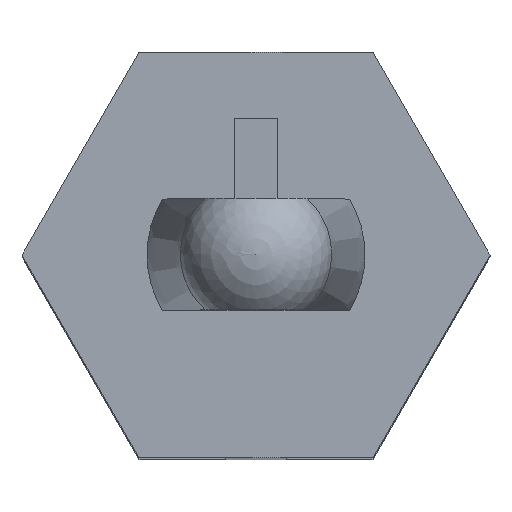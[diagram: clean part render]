
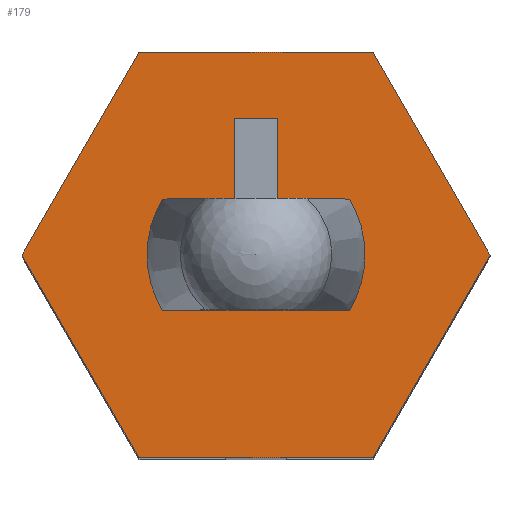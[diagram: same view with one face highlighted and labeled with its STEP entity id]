
A CAD part, top view. The second image highlights one B-rep face of the part: STEP entity #179.
In plain terms, the highlighted planar face has unit normal (0, 0, 1).
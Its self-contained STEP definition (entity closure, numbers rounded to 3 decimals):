
#179 = ADVANCED_FACE( '', ( #367, #368, #369 ), #370, .F. );
#367 = FACE_BOUND( '', #563, .T. );
#368 = FACE_BOUND( '', #564, .T. );
#369 = FACE_OUTER_BOUND( '', #565, .T. );
#370 = PLANE( '', #566 );
#563 = EDGE_LOOP( '', ( #1036, #1037, #1038, #1039 ) );
#564 = EDGE_LOOP( '', ( #1040, #1041, #1042, #1043 ) );
#565 = EDGE_LOOP( '', ( #1044, #1045, #1046, #1047, #1048, #1049 ) );
#566 = AXIS2_PLACEMENT_3D( '', #1050, #1051, #1052 );
#1036 = ORIENTED_EDGE( '', *, *, #1357, .T. );
#1037 = ORIENTED_EDGE( '', *, *, #1307, .T. );
#1038 = ORIENTED_EDGE( '', *, *, #1277, .T. );
#1039 = ORIENTED_EDGE( '', *, *, #1363, .T. );
#1040 = ORIENTED_EDGE( '', *, *, #1240, .T. );
#1041 = ORIENTED_EDGE( '', *, *, #1273, .T. );
#1042 = ORIENTED_EDGE( '', *, *, #1205, .F. );
#1043 = ORIENTED_EDGE( '', *, *, #1355, .T. );
#1044 = ORIENTED_EDGE( '', *, *, #1364, .F. );
#1045 = ORIENTED_EDGE( '', *, *, #1257, .F. );
#1046 = ORIENTED_EDGE( '', *, *, #1341, .F. );
#1047 = ORIENTED_EDGE( '', *, *, #1237, .F. );
#1048 = ORIENTED_EDGE( '', *, *, #1351, .F. );
#1049 = ORIENTED_EDGE( '', *, *, #1329, .F. );
#1050 = CARTESIAN_POINT( '', ( 0., 0., 22.4 ) );
#1051 = DIRECTION( '', ( 0., 0., -1. ) );
#1052 = DIRECTION( '', ( -1., 0., 0. ) );
#1205 = EDGE_CURVE( '', #1452, #1448, #1454, .T. );
#1237 = EDGE_CURVE( '', #1506, #1499, #1508, .T. );
#1240 = EDGE_CURVE( '', #1512, #1510, #1513, .T. );
#1257 = EDGE_CURVE( '', #1539, #1532, #1541, .T. );
#1273 = EDGE_CURVE( '', #1510, #1448, #1563, .T. );
#1277 = EDGE_CURVE( '', #1570, #1568, #1571, .T. );
#1307 = EDGE_CURVE( '', #1608, #1570, #1609, .T. );
#1329 = EDGE_CURVE( '', #1636, #1638, #1639, .T. );
#1341 = EDGE_CURVE( '', #1499, #1539, #1654, .T. );
#1351 = EDGE_CURVE( '', #1638, #1506, #1664, .T. );
#1355 = EDGE_CURVE( '', #1452, #1512, #1668, .T. );
#1357 = EDGE_CURVE( '', #1670, #1608, #1671, .T. );
#1363 = EDGE_CURVE( '', #1568, #1670, #1677, .T. );
#1364 = EDGE_CURVE( '', #1532, #1636, #1678, .T. );
#1448 = VERTEX_POINT( '', #1787 );
#1452 = VERTEX_POINT( '', #1793 );
#1454 = LINE( '', #1796, #1797 );
#1499 = VERTEX_POINT( '', #1866 );
#1506 = VERTEX_POINT( '', #1876 );
#1508 = LINE( '', #1879, #1880 );
#1510 = VERTEX_POINT( '', #1882 );
#1512 = VERTEX_POINT( '', #1890 );
#1513 = CIRCLE( '', #1891, 2. );
#1532 = VERTEX_POINT( '', #1926 );
#1539 = VERTEX_POINT( '', #1936 );
#1541 = LINE( '', #1939, #1940 );
#1563 = LINE( '', #1973, #1974 );
#1568 = VERTEX_POINT( '', #1984 );
#1570 = VERTEX_POINT( '', #1995 );
#1571 = LINE( '', #1996, #1997 );
#1608 = VERTEX_POINT( '', #2051 );
#1609 = LINE( '', #2052, #2053 );
#1636 = VERTEX_POINT( '', #2094 );
#1638 = VERTEX_POINT( '', #2097 );
#1639 = LINE( '', #2098, #2099 );
#1654 = LINE( '', #2121, #2122 );
#1664 = LINE( '', #2138, #2139 );
#1668 = LINE( '', #2144, #2145 );
#1670 = VERTEX_POINT( '', #2148 );
#1671 = LINE( '', #2149, #2150 );
#1677 = CIRCLE( '', #2162, 2. );
#1678 = LINE( '', #2163, #2164 );
#1787 = CARTESIAN_POINT( '', ( -1., 1.1, 22.4 ) );
#1793 = CARTESIAN_POINT( '', ( -1., -1.1, 22.4 ) );
#1796 = CARTESIAN_POINT( '', ( -1., -1.1, 22.4 ) );
#1797 = VECTOR( '', #2223, 1000. );
#1866 = CARTESIAN_POINT( '', ( -2.309, 4., 22.4 ) );
#1876 = CARTESIAN_POINT( '', ( -4.619, 0., 22.4 ) );
#1879 = CARTESIAN_POINT( '', ( -2.309, 4., 22.4 ) );
#1880 = VECTOR( '', #2257, 1000. );
#1882 = CARTESIAN_POINT( '', ( -1.67, 1.1, 22.4 ) );
#1890 = CARTESIAN_POINT( '', ( -1.67, -1.1, 22.4 ) );
#1891 = AXIS2_PLACEMENT_3D( '', #2258, #2259, #2260 );
#1926 = CARTESIAN_POINT( '', ( 4.619, 0., 22.4 ) );
#1936 = CARTESIAN_POINT( '', ( 2.309, 4., 22.4 ) );
#1939 = CARTESIAN_POINT( '', ( 2.309, 4., 22.4 ) );
#1940 = VECTOR( '', #2275, 1000. );
#1973 = CARTESIAN_POINT( '', ( -2.15, 1.1, 22.4 ) );
#1974 = VECTOR( '', #2287, 1000. );
#1984 = CARTESIAN_POINT( '', ( 1.67, 1.1, 22.4 ) );
#1995 = CARTESIAN_POINT( '', ( 1., 1.1, 22.4 ) );
#1996 = CARTESIAN_POINT( '', ( -2.15, 1.1, 22.4 ) );
#1997 = VECTOR( '', #2291, 1000. );
#2051 = CARTESIAN_POINT( '', ( 1., -1.1, 22.4 ) );
#2052 = CARTESIAN_POINT( '', ( 1., -1.1, 22.4 ) );
#2053 = VECTOR( '', #2321, 1000. );
#2094 = CARTESIAN_POINT( '', ( 2.309, -4., 22.4 ) );
#2097 = CARTESIAN_POINT( '', ( -2.309, -4., 22.4 ) );
#2098 = CARTESIAN_POINT( '', ( 2.309, -4., 22.4 ) );
#2099 = VECTOR( '', #2344, 1000. );
#2121 = CARTESIAN_POINT( '', ( -2.309, 4., 22.4 ) );
#2122 = VECTOR( '', #2352, 1000. );
#2138 = CARTESIAN_POINT( '', ( -4.619, 0., 22.4 ) );
#2139 = VECTOR( '', #2359, 1000. );
#2144 = CARTESIAN_POINT( '', ( 2.15, -1.1, 22.4 ) );
#2145 = VECTOR( '', #2361, 1000. );
#2148 = CARTESIAN_POINT( '', ( 1.67, -1.1, 22.4 ) );
#2149 = CARTESIAN_POINT( '', ( 2.15, -1.1, 22.4 ) );
#2150 = VECTOR( '', #2363, 1000. );
#2162 = AXIS2_PLACEMENT_3D( '', #2367, #2368, #2369 );
#2163 = CARTESIAN_POINT( '', ( 4.619, 0., 22.4 ) );
#2164 = VECTOR( '', #2370, 1000. );
#2223 = DIRECTION( '', ( 0., 1., 0. ) );
#2257 = DIRECTION( '', ( 0.5, 0.866, 0. ) );
#2258 = CARTESIAN_POINT( '', ( 0., 0., 22.4 ) );
#2259 = DIRECTION( '', ( 0., 0., -1. ) );
#2260 = DIRECTION( '', ( -1., 0., 0. ) );
#2275 = DIRECTION( '', ( 0.5, -0.866, 0. ) );
#2287 = DIRECTION( '', ( 1., 0., 0. ) );
#2291 = DIRECTION( '', ( 1., 0., 0. ) );
#2321 = DIRECTION( '', ( 0., 1., 0. ) );
#2344 = DIRECTION( '', ( -1., 0., 0. ) );
#2352 = DIRECTION( '', ( 1., 0., 0. ) );
#2359 = DIRECTION( '', ( -0.5, 0.866, 0. ) );
#2361 = DIRECTION( '', ( -1., 0., 0. ) );
#2363 = DIRECTION( '', ( -1., 0., 0. ) );
#2367 = CARTESIAN_POINT( '', ( 0., 0., 22.4 ) );
#2368 = DIRECTION( '', ( 0., 0., -1. ) );
#2369 = DIRECTION( '', ( -1., 0., 0. ) );
#2370 = DIRECTION( '', ( -0.5, -0.866, 0. ) );
